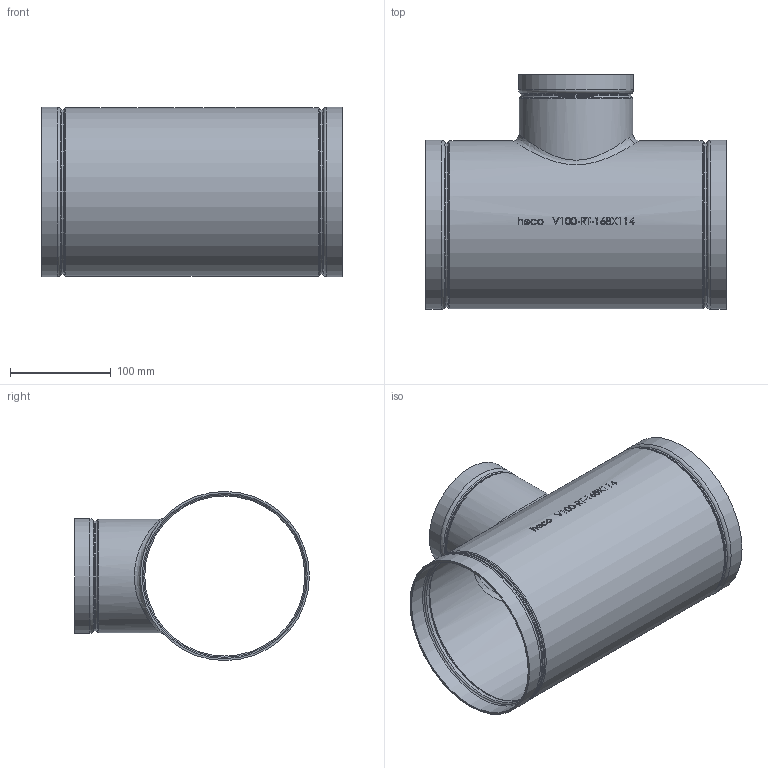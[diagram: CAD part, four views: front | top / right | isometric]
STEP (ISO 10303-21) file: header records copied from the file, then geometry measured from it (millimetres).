
FILE_DESCRIPTION (( 'STEP AP214' ), '1' );
FILE_NAME ('V100-RT-168X114-x Typ E493 DN150x100 600x400 Ø168,3x114,3 1812.STEP', '2018-12-17T09:41:23', ( '' ), ( '' ), 'SwSTEP 2.0', 'SolidWorks 2016', '' );
FILE_SCHEMA (( 'AUTOMOTIVE_DESIGN' ));
Length unit declared in the file: inch
Products named in the file (1): V100-RT-168X114-x Typ E493 DN150x100 600x400 Ø168,3x114,3 1812
Bounding box: 298.7 x 233.49 x 168.28 mm (x, y, z)
Volume: 354457.1 mm3; surface area: 349940.3 mm2
Topology: 1 solids, 1 shells, 262 faces, 665 edges, 434 vertices
Faces by surface type: bspline 113, plane 75, cylinder 44, torus 24, cone 6
Full cylindrical faces by diameter (mm): 104.775 x1, 108.839 x1, 109.118 x1, 110.236 x1, 113.182 x1, 114.3 x1, 159.207 x2, 163.093 x1, 163.271 x2, 164.211 x2, 167.157 x1, 168.275 x2
Entity records: 31172 total; most frequent: CARTESIAN_POINT 23427, ORIENTED_EDGE 1202, DIRECTION 650, EDGE_CURVE 601, VERTEX_POINT 418, B_SPLINE_CURVE_WITH_KNOTS 357, EDGE_LOOP 343, FACE_OUTER_BOUND 304
